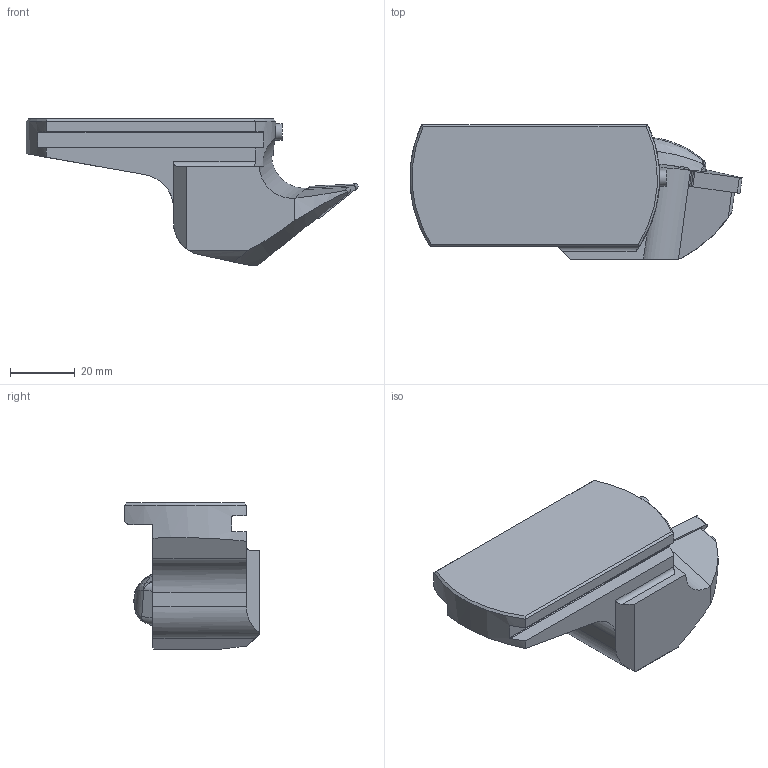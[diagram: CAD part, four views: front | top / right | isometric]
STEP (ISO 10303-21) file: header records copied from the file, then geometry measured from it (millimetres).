
FILE_DESCRIPTION(/* description */ (''),/* implementation_level */ '2;1');
FILE_NAME(/* name */ '1642500464072.stp',/* time_stamp */ '2022-01-18T15:38:01+05:00',/* author */ (''),/* organization */ ('SMS'),/* preprocessor_version */ 'ST-DEVELOPER v16.7',/* originating_system */ 'SIEMENS PLM Software NX 12.0',/* authorisation */ '');
FILE_SCHEMA (('AUTOMOTIVE_DESIGN { 1 0 10303 214 3 1 1 1 }'));
Length unit declared in the file: millimetre
Products named in the file (4): ASSEMBLY_CONSTRUCTION; IsoTurningInsert; 203910072mod000_00; 201675993mod000_01
Assembly tree (3 placements, depth 2):
  201675993mod000_01
    203910072mod000_00
    IsoTurningInsert
    ASSEMBLY_CONSTRUCTION
Bounding box: 102.31 x 41.5 x 45 mm (x, y, z)
Volume: 67895.9 mm3; surface area: 14861.8 mm2
Topology: 2 solids, 2 shells, 99 faces, 272 edges, 183 vertices
Faces by surface type: plane 49, cylinder 29, bspline 18, cone 2, sphere 1
Full cylindrical faces by diameter (mm): 3.81 x2, 5 x2
Entity records: 4128 total; most frequent: CARTESIAN_POINT 1624, ORIENTED_EDGE 522, DIRECTION 441, EDGE_CURVE 261, VERTEX_POINT 171, AXIS2_PLACEMENT_3D 163, LINE 115, VECTOR 115
